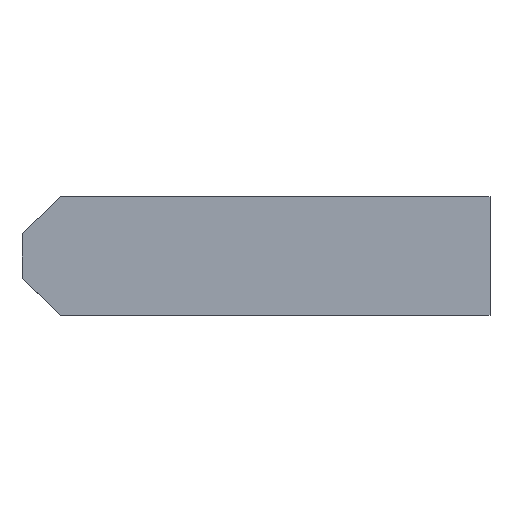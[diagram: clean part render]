
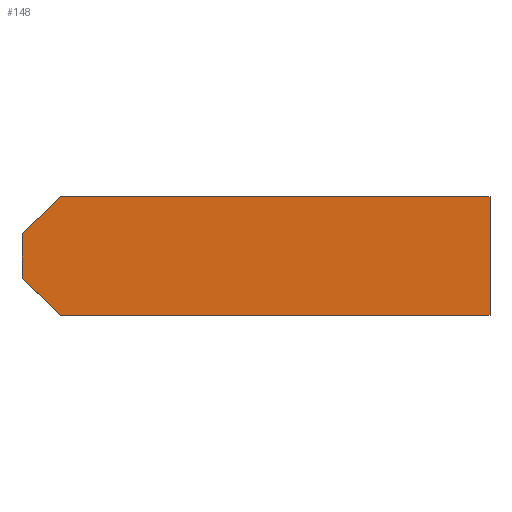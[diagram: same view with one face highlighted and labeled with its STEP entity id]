
A CAD part, top view. The second image highlights one B-rep face of the part: STEP entity #148.
In plain terms, the highlighted planar face has unit normal (0, 0, 1).
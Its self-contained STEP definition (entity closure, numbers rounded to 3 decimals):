
#22=FACE_OUTER_BOUND('',#30,.T.);
#30=EDGE_LOOP('',(#122,#123,#124,#125,#126,#127));
#34=LINE('',#216,#52);
#37=LINE('',#222,#55);
#40=LINE('',#228,#58);
#43=LINE('',#234,#61);
#46=LINE('',#240,#64);
#49=LINE('',#244,#67);
#52=VECTOR('',#178,10.);
#55=VECTOR('',#183,10.);
#58=VECTOR('',#188,10.);
#61=VECTOR('',#193,10.);
#64=VECTOR('',#198,10.);
#67=VECTOR('',#203,10.);
#70=VERTEX_POINT('',#213);
#71=VERTEX_POINT('',#215);
#73=VERTEX_POINT('',#221);
#75=VERTEX_POINT('',#227);
#77=VERTEX_POINT('',#233);
#79=VERTEX_POINT('',#239);
#82=EDGE_CURVE('',#71,#70,#34,.T.);
#85=EDGE_CURVE('',#73,#71,#37,.T.);
#88=EDGE_CURVE('',#75,#73,#40,.T.);
#91=EDGE_CURVE('',#77,#75,#43,.T.);
#94=EDGE_CURVE('',#79,#77,#46,.T.);
#97=EDGE_CURVE('',#70,#79,#49,.T.);
#122=ORIENTED_EDGE('',*,*,#97,.T.);
#123=ORIENTED_EDGE('',*,*,#94,.T.);
#124=ORIENTED_EDGE('',*,*,#91,.T.);
#125=ORIENTED_EDGE('',*,*,#88,.T.);
#126=ORIENTED_EDGE('',*,*,#85,.T.);
#127=ORIENTED_EDGE('',*,*,#82,.T.);
#140=PLANE('',#170);
#148=ADVANCED_FACE('',(#22),#140,.T.);
#170=AXIS2_PLACEMENT_3D('',#245,#204,#205);
#178=DIRECTION('',(0.722,-0.692,0.));
#183=DIRECTION('',(0.,-1.,0.));
#188=DIRECTION('',(-0.722,-0.692,0.));
#193=DIRECTION('',(-1.,0.,0.));
#198=DIRECTION('',(0.,1.,0.));
#203=DIRECTION('',(1.,0.,0.));
#204=DIRECTION('center_axis',(0.,0.,1.));
#205=DIRECTION('ref_axis',(1.,0.,0.));
#213=CARTESIAN_POINT('',(24.5,0.,3.));
#215=CARTESIAN_POINT('',(18.5,5.75,3.));
#216=CARTESIAN_POINT('',(18.5,5.75,3.));
#221=CARTESIAN_POINT('',(18.5,12.75,3.));
#222=CARTESIAN_POINT('',(18.5,5.75,3.));
#227=CARTESIAN_POINT('',(24.5,18.5,3.));
#228=CARTESIAN_POINT('',(18.5,12.75,3.));
#233=CARTESIAN_POINT('',(91.5,18.5,3.));
#234=CARTESIAN_POINT('',(91.5,18.5,3.));
#239=CARTESIAN_POINT('',(91.5,0.,3.));
#240=CARTESIAN_POINT('',(91.5,0.,3.));
#244=CARTESIAN_POINT('',(24.5,0.,3.));
#245=CARTESIAN_POINT('Origin',(55.,9.25,3.));
